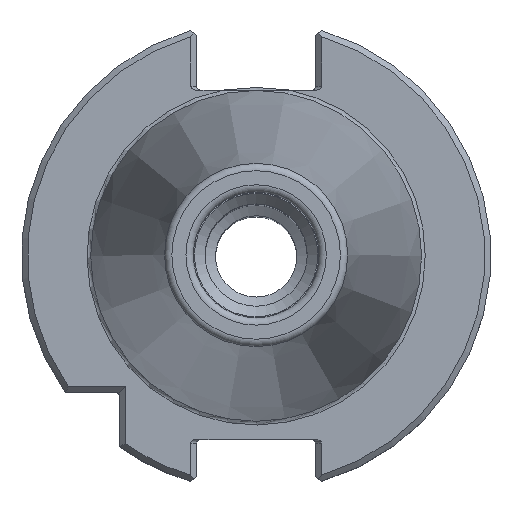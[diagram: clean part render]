
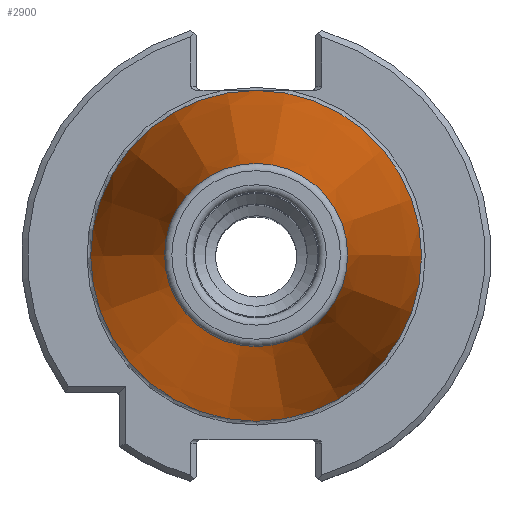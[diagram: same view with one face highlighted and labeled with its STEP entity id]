
A CAD part, top view. The second image highlights one B-rep face of the part: STEP entity #2900.
In plain terms, the highlighted conical face has half-angle 8.297 degrees and reference radius 22.395 mm.
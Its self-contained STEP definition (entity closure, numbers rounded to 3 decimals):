
#61=CONICAL_SURFACE('',#3114,22.395,0.145);
#924=ORIENTED_EDGE('',*,*,#1232,.F.);
#925=ORIENTED_EDGE('',*,*,#1153,.T.);
#1153=EDGE_CURVE('',#1400,#1400,#1495,.T.);
#1232=EDGE_CURVE('',#1435,#1435,#1521,.T.);
#1400=VERTEX_POINT('',#4286);
#1435=VERTEX_POINT('',#4517);
#1495=CIRCLE('',#3021,22.395);
#1521=CIRCLE('',#3115,12.397);
#1660=EDGE_LOOP('',(#924));
#1661=EDGE_LOOP('',(#925));
#1831=FACE_BOUND('',#1660,.T.);
#1832=FACE_BOUND('',#1661,.T.);
#2900=ADVANCED_FACE('',(#1831,#1832),#61,.T.);
#3021=AXIS2_PLACEMENT_3D('',#4285,#3424,#3425);
#3114=AXIS2_PLACEMENT_3D('',#4515,#3635,#3636);
#3115=AXIS2_PLACEMENT_3D('',#4516,#3637,#3638);
#3424=DIRECTION('',(0.,0.,1.));
#3425=DIRECTION('',(1.,0.,0.));
#3635=DIRECTION('',(0.,0.,-1.));
#3636=DIRECTION('',(-1.,0.,0.));
#3637=DIRECTION('',(0.,0.,1.));
#3638=DIRECTION('',(1.,0.,0.));
#4285=CARTESIAN_POINT('',(0.,0.,-1.163));
#4286=CARTESIAN_POINT('',(22.395,0.,-1.163));
#4515=CARTESIAN_POINT('',(0.,0.,-1.163));
#4516=CARTESIAN_POINT('',(0.,0.,67.394));
#4517=CARTESIAN_POINT('',(12.397,0.,67.394));
